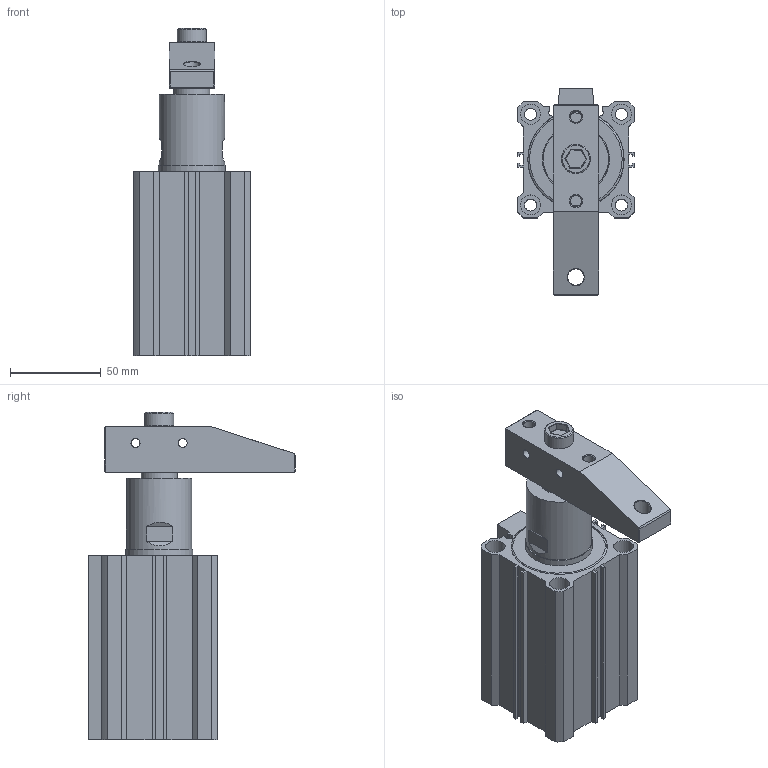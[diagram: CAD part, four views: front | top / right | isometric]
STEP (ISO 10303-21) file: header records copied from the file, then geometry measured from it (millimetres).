
FILE_DESCRIPTION(/* description */ (''),/* implementation_level */ '2;1');
FILE_NAME(/* name */ 'PBS-50-clean.stp',/* time_stamp */ '2020-09-17T16:09:20-04:00',/* author */ ('e&e sp'),/* organization */ (''),/* preprocessor_version */ 'ST-DEVELOPER v17',/* originating_system */ 'Autodesk Inventor 2018',/* authorisation */ '');
FILE_SCHEMA (('AUTOMOTIVE_DESIGN { 1 0 10303 214 3 1 1 }'));
Length unit declared in the file: millimetre
Products named in the file (1): PBS-50_Shrinkwrap_1
Bounding box: 64 x 113.78 x 180.5 mm (x, y, z)
Volume: 353757.6 mm3; surface area: 106178.3 mm2
Topology: 7 solids, 7 shells, 248 faces, 695 edges, 484 vertices
Faces by surface type: plane 130, cylinder 78, cone 27, torus 7, bspline 5, sphere 1
Full cylindrical faces by diameter (mm): 2 x2, 5 x2, 5.5 x2, 6.2 x2, 6.6 x4, 8 x4, 9 x1, 10.5 x1, 10.596 x10, 11 x8, 12 x9, 12.5 x1, 16 x2, 19 x1, 20 x2, 36 x1, 37 x1, 50 x2, 53 x1, 54 x1
Entity records: 11934 total; most frequent: CARTESIAN_POINT 5045, ORIENTED_EDGE 1386, DIRECTION 1367, EDGE_CURVE 693, AXIS2_PLACEMENT_3D 498, VERTEX_POINT 484, LINE 371, VECTOR 371
